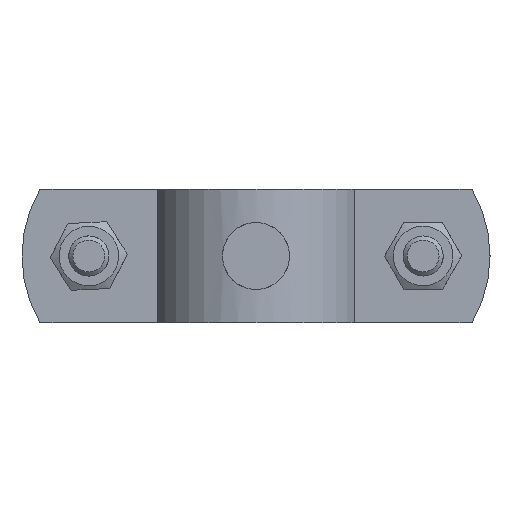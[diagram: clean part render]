
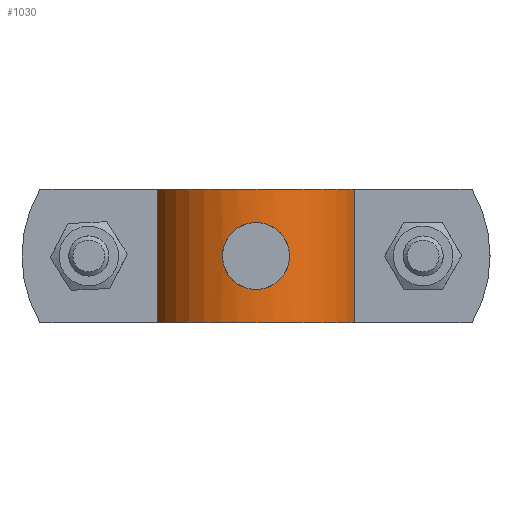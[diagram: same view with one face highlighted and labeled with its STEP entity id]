
A CAD part, front view. The second image highlights one B-rep face of the part: STEP entity #1030.
In plain terms, the highlighted cylindrical face has radius 15.7 mm (diameter 31.4 mm), a partial arc.
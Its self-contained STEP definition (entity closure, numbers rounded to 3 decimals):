
#588=CARTESIAN_POINT('',(5.0,14.883,0.));
#589=VERTEX_POINT('',#588);
#590=CARTESIAN_POINT('',(5.0,14.883,0.));
#591=CARTESIAN_POINT('',(5.0,14.883,0.543));
#592=CARTESIAN_POINT('',(4.908,14.915,1.114));
#593=CARTESIAN_POINT('',(4.719,14.974,1.654));
#594=CARTESIAN_POINT('',(4.573,15.02,2.07));
#595=CARTESIAN_POINT('',(4.37,15.082,2.467));
#596=CARTESIAN_POINT('',(4.125,15.148,2.825));
#597=CARTESIAN_POINT('',(3.967,15.192,3.057));
#598=CARTESIAN_POINT('',(3.79,15.237,3.272));
#599=CARTESIAN_POINT('',(3.603,15.281,3.467));
#600=CARTESIAN_POINT('',(3.451,15.317,3.624));
#601=CARTESIAN_POINT('',(3.289,15.353,3.772));
#602=CARTESIAN_POINT('',(3.113,15.388,3.912));
#603=CARTESIAN_POINT('',(2.681,15.476,4.257));
#604=CARTESIAN_POINT('',(2.172,15.558,4.54));
#605=CARTESIAN_POINT('',(1.633,15.615,4.726));
#606=CARTESIAN_POINT('',(1.297,15.65,4.842));
#607=CARTESIAN_POINT('',(0.949,15.675,4.921));
#608=CARTESIAN_POINT('',(0.603,15.688,4.963));
#609=CARTESIAN_POINT('',(0.385,15.697,4.99));
#610=CARTESIAN_POINT('',(0.168,15.701,5.002));
#611=CARTESIAN_POINT('',(-0.046,15.7,5.));
#612=CARTESIAN_POINT('',(-0.602,15.698,4.995));
#613=CARTESIAN_POINT('',(-1.187,15.665,4.892));
#614=CARTESIAN_POINT('',(-1.735,15.604,4.689));
#615=CARTESIAN_POINT('',(-2.219,15.55,4.51));
#616=CARTESIAN_POINT('',(-2.676,15.476,4.254));
#617=CARTESIAN_POINT('',(-3.071,15.397,3.946));
#618=CARTESIAN_POINT('',(-3.256,15.36,3.802));
#619=CARTESIAN_POINT('',(-3.425,15.323,3.649));
#620=CARTESIAN_POINT('',(-3.583,15.286,3.487));
#621=CARTESIAN_POINT('',(-3.978,15.193,3.082));
#622=CARTESIAN_POINT('',(-4.323,15.095,2.582));
#623=CARTESIAN_POINT('',(-4.568,15.021,2.034));
#624=CARTESIAN_POINT('',(-4.741,14.968,1.644));
#625=CARTESIAN_POINT('',(-4.865,14.927,1.229));
#626=CARTESIAN_POINT('',(-4.933,14.905,0.813));
#627=CARTESIAN_POINT('',(-4.976,14.891,0.554));
#628=CARTESIAN_POINT('',(-4.998,14.883,0.295));
#629=CARTESIAN_POINT('',(-5.,14.883,0.043));
#630=CARTESIAN_POINT('',(-5.002,14.882,-0.194));
#631=CARTESIAN_POINT('',(-4.987,14.887,-0.435));
#632=CARTESIAN_POINT('',(-4.954,14.898,-0.677));
#633=CARTESIAN_POINT('',(-4.876,14.924,-1.246));
#634=CARTESIAN_POINT('',(-4.694,14.985,-1.818));
#635=CARTESIAN_POINT('',(-4.422,15.064,-2.334));
#636=CARTESIAN_POINT('',(-4.265,15.111,-2.632));
#637=CARTESIAN_POINT('',(-4.078,15.163,-2.911));
#638=CARTESIAN_POINT('',(-3.872,15.215,-3.164));
#639=CARTESIAN_POINT('',(-3.665,15.268,-3.417));
#640=CARTESIAN_POINT('',(-3.444,15.32,-3.64));
#641=CARTESIAN_POINT('',(-3.193,15.372,-3.848));
#642=CARTESIAN_POINT('',(-2.756,15.463,-4.211));
#643=CARTESIAN_POINT('',(-2.236,15.55,-4.511));
#644=CARTESIAN_POINT('',(-1.68,15.61,-4.709));
#645=CARTESIAN_POINT('',(-1.184,15.663,-4.886));
#646=CARTESIAN_POINT('',(-0.66,15.694,-4.982));
#647=CARTESIAN_POINT('',(-0.155,15.699,-4.998));
#648=CARTESIAN_POINT('',(0.075,15.702,-5.005));
#649=CARTESIAN_POINT('',(0.303,15.699,-4.996));
#650=CARTESIAN_POINT('',(0.536,15.691,-4.971));
#651=CARTESIAN_POINT('',(1.1,15.672,-4.91));
#652=CARTESIAN_POINT('',(1.673,15.62,-4.747));
#653=CARTESIAN_POINT('',(2.194,15.546,-4.493));
#654=CARTESIAN_POINT('',(2.571,15.493,-4.309));
#655=CARTESIAN_POINT('',(2.922,15.429,-4.078));
#656=CARTESIAN_POINT('',(3.23,15.364,-3.816));
#657=CARTESIAN_POINT('',(3.455,15.317,-3.627));
#658=CARTESIAN_POINT('',(3.655,15.27,-3.425));
#659=CARTESIAN_POINT('',(3.843,15.222,-3.199));
#660=CARTESIAN_POINT('',(4.205,15.131,-2.764));
#661=CARTESIAN_POINT('',(4.505,15.041,-2.247));
#662=CARTESIAN_POINT('',(4.704,14.979,-1.694));
#663=CARTESIAN_POINT('',(4.903,14.916,-1.143));
#664=CARTESIAN_POINT('',(5.,14.883,-0.556));
#665=CARTESIAN_POINT('',(5.,14.883,0.0));
#666=B_SPLINE_CURVE_WITH_KNOTS('',3,(#590,#591,#592,#593,#594,#595,#596,#597,#598,#599,#600,#601,#602,#603,#604,#605,#606,#607,#608,#609,#610,#611,#612,#613,#614,#615,#616,#617,#618,#619,#620,#621,#622,#623,#624,#625,#626,#627,#628,#629,#630,#631,#632,#633,#634,#635,#636,#637,#638,#639,#640,#641,#642,#643,#644,#645,#646,#647,#648,#649,#650,#651,#652,#653,#654,#655,#656,#657,#658,#659,#660,#661,#662,#663,#664,#665),.UNSPECIFIED.,.T.,.U.,(4,3,3,3,3,3,3,3,3,3,3,3,3,3,3,3,3,3,3,3,3,3,3,3,3,4),(0.0,0.163,0.288,0.37,0.436,0.599,0.7,0.764,0.93,1.077,1.145,1.317,1.438,1.514,1.585,1.752,1.848,1.944,2.112,2.262,2.33,2.496,2.615,2.702,2.87,3.036),.UNSPECIFIED.);
#667=EDGE_CURVE('',#589,#589,#666,.T.);
#848=CARTESIAN_POINT('',(14.705,5.5,10.0));
#849=VERTEX_POINT('',#848);
#856=CARTESIAN_POINT('',(-14.705,5.5,10.0));
#857=VERTEX_POINT('',#856);
#858=CARTESIAN_POINT('',(0.0,0.0,10.0));
#859=DIRECTION('',(0.0,0.0,-1.0));
#860=DIRECTION('',(-0.937,-0.35,0.0));
#861=AXIS2_PLACEMENT_3D('',#858,#859,#860);
#862=CIRCLE('',#861,15.7);
#863=EDGE_CURVE('',#857,#849,#862,.T.);
#903=CARTESIAN_POINT('',(14.705,5.5,-10.0));
#904=VERTEX_POINT('',#903);
#911=CARTESIAN_POINT('',(14.705,5.5,10.0));
#912=DIRECTION('',(0.0,0.0,-1.0));
#913=VECTOR('',#912,20.0);
#914=LINE('',#911,#913);
#915=EDGE_CURVE('',#849,#904,#914,.T.);
#992=CARTESIAN_POINT('',(-14.705,5.5,-10.0));
#993=VERTEX_POINT('',#992);
#1000=CARTESIAN_POINT('',(0.0,0.0,-10.0));
#1001=DIRECTION('',(0.0,0.0,1.0));
#1002=DIRECTION('',(-0.937,-0.35,0.0));
#1003=AXIS2_PLACEMENT_3D('',#1000,#1001,#1002);
#1004=CIRCLE('',#1003,15.7);
#1005=EDGE_CURVE('',#904,#993,#1004,.T.);
#1011=CARTESIAN_POINT('',(0.0,0.0,0.0));
#1012=DIRECTION('',(0.0,0.0,1.0));
#1013=DIRECTION('',(-0.937,-0.35,0.0));
#1014=AXIS2_PLACEMENT_3D('',#1011,#1012,#1013);
#1015=CYLINDRICAL_SURFACE('',#1014,15.7);
#1016=ORIENTED_EDGE('',*,*,#863,.T.);
#1017=ORIENTED_EDGE('',*,*,#915,.T.);
#1018=ORIENTED_EDGE('',*,*,#1005,.T.);
#1019=CARTESIAN_POINT('',(-14.705,5.5,10.0));
#1020=DIRECTION('',(0.0,0.0,-1.0));
#1021=VECTOR('',#1020,20.0);
#1022=LINE('',#1019,#1021);
#1023=EDGE_CURVE('',#857,#993,#1022,.T.);
#1024=ORIENTED_EDGE('',*,*,#1023,.F.);
#1025=EDGE_LOOP('',(#1016,#1017,#1018,#1024));
#1026=FACE_OUTER_BOUND('',#1025,.T.);
#1027=ORIENTED_EDGE('',*,*,#667,.T.);
#1028=EDGE_LOOP('',(#1027));
#1029=FACE_BOUND('',#1028,.T.);
#1030=ADVANCED_FACE('',(#1026,#1029),#1015,.T.);
